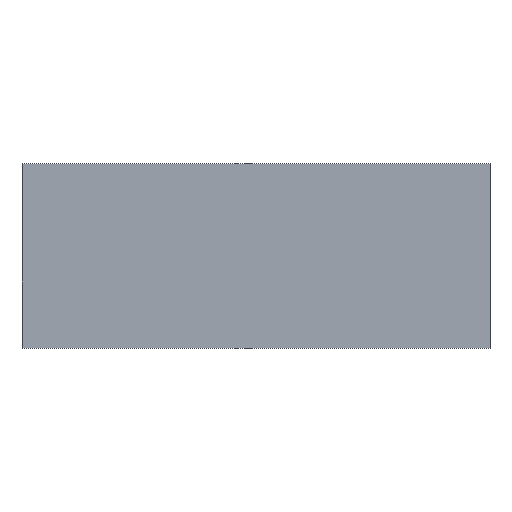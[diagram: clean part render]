
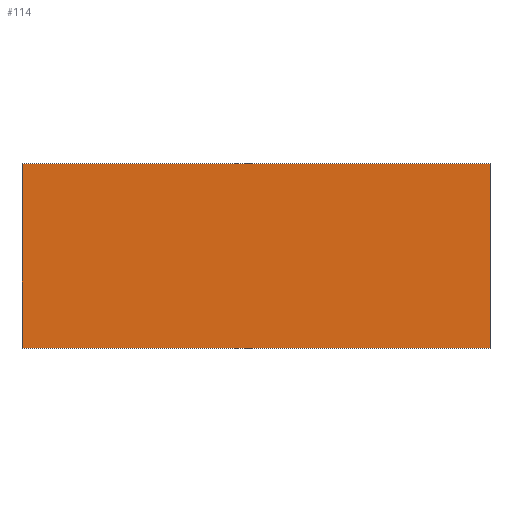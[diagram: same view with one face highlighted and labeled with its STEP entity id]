
A CAD part, top view. The second image highlights one B-rep face of the part: STEP entity #114.
In plain terms, the highlighted planar face has unit normal (0, 0, 1).
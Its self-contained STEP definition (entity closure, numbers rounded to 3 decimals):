
#28=FACE_OUTER_BOUND('',#34,.T.);
#34=EDGE_LOOP('',(#99,#100,#101,#102));
#36=LINE('',#181,#48);
#39=LINE('',#187,#51);
#42=LINE('',#193,#54);
#45=LINE('',#198,#57);
#48=VECTOR('',#148,1.);
#51=VECTOR('',#153,1.);
#54=VECTOR('',#158,1.);
#57=VECTOR('',#163,1.);
#60=VERTEX_POINT('',#178);
#61=VERTEX_POINT('',#180);
#63=VERTEX_POINT('',#186);
#65=VERTEX_POINT('',#192);
#68=EDGE_CURVE('',#60,#61,#36,.T.);
#71=EDGE_CURVE('',#61,#63,#39,.T.);
#74=EDGE_CURVE('',#63,#65,#42,.T.);
#77=EDGE_CURVE('',#65,#60,#45,.T.);
#99=ORIENTED_EDGE('',*,*,#68,.F.);
#100=ORIENTED_EDGE('',*,*,#77,.F.);
#101=ORIENTED_EDGE('',*,*,#74,.F.);
#102=ORIENTED_EDGE('',*,*,#71,.F.);
#108=PLANE('',#136);
#114=ADVANCED_FACE('',(#28),#108,.T.);
#136=AXIS2_PLACEMENT_3D('',#201,#167,#168);
#148=DIRECTION('',(-1.,0.,0.));
#153=DIRECTION('',(0.,1.,0.));
#158=DIRECTION('',(1.,0.,0.));
#163=DIRECTION('',(0.,-1.,0.));
#167=DIRECTION('center_axis',(0.,0.,1.));
#168=DIRECTION('ref_axis',(1.,0.,0.));
#178=CARTESIAN_POINT('',(3.3,-1.3,0.81));
#180=CARTESIAN_POINT('',(-3.3,-1.3,0.81));
#181=CARTESIAN_POINT('',(3.3,-1.3,0.81));
#186=CARTESIAN_POINT('',(-3.3,1.3,0.81));
#187=CARTESIAN_POINT('',(-3.3,-1.3,0.81));
#192=CARTESIAN_POINT('',(3.3,1.3,0.81));
#193=CARTESIAN_POINT('',(-3.3,1.3,0.81));
#198=CARTESIAN_POINT('',(3.3,1.3,0.81));
#201=CARTESIAN_POINT('Origin',(3.3,-1.3,0.81));
